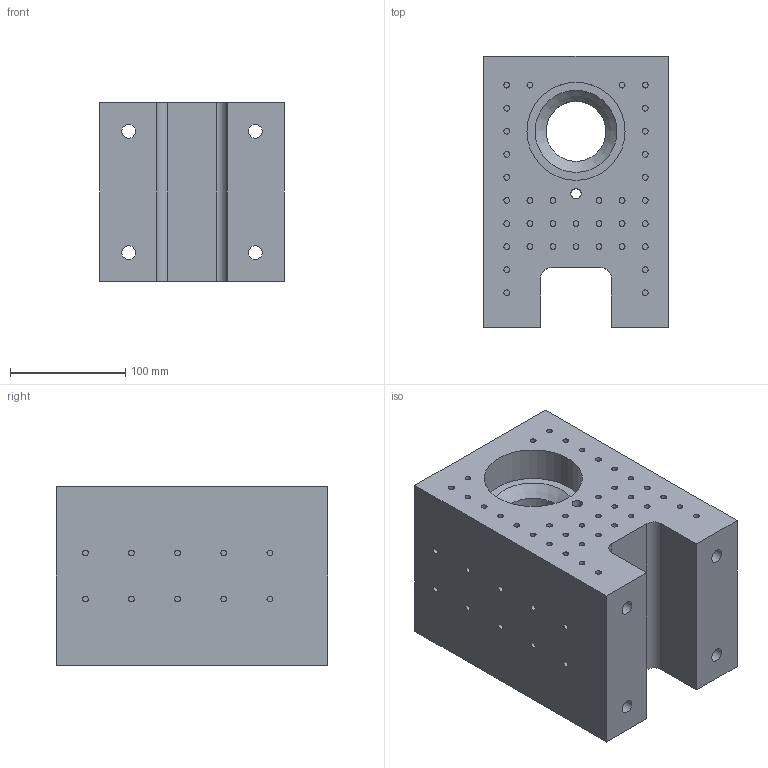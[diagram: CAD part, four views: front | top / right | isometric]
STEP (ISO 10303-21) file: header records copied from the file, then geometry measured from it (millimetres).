
FILE_DESCRIPTION(('FreeCAD Model'),'2;1');
FILE_NAME('Open CASCADE Shape Model','2025-04-11T16:45:14',(''),(''), 'Open CASCADE STEP processor 7.8','FreeCAD','Unknown');
FILE_SCHEMA(('AUTOMOTIVE_DESIGN { 1 0 10303 214 1 1 1 1 }'));
Length unit declared in the file: millimetre
Products named in the file (1): Head
Bounding box: 160 x 235 x 155 mm (x, y, z)
Volume: 4625965.8 mm3; surface area: 281824.5 mm2
Topology: 1 solids, 1 shells, 160 faces, 262 edges, 174 vertices
Faces by surface type: plane 80, cylinder 78, cone 2
Full cylindrical faces by diameter (mm): 5 x68, 9 x1, 12 x4, 52 x1, 85 x1, 90 x1
Entity records: 7372 total; most frequent: CARTESIAN_POINT 1421, DIRECTION 1216, ORIENTED_EDGE 524, PCURVE 524, DEFINITIONAL_REPRESENTATION 524, LINE 472, VECTOR 472, AXIS2_PLACEMENT_3D 319
